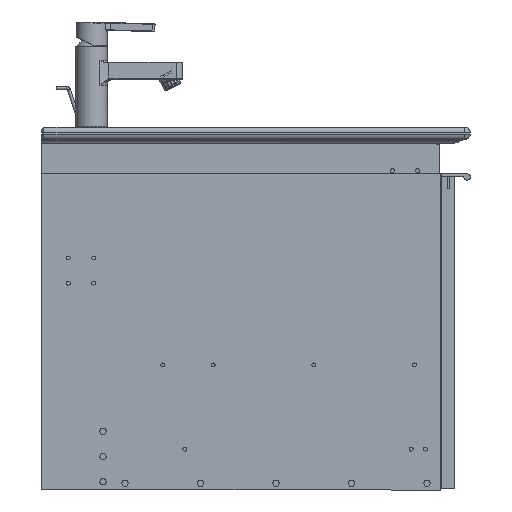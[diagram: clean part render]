
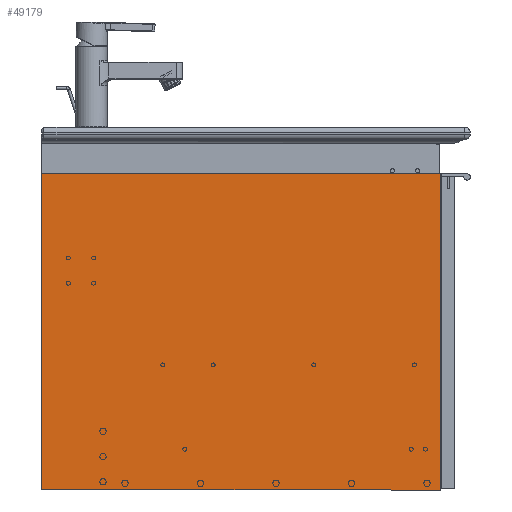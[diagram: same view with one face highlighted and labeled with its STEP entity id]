
A CAD part, front view. The second image highlights one B-rep face of the part: STEP entity #49179.
In plain terms, the highlighted face is planar.
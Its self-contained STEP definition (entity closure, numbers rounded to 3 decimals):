
#48981=CARTESIAN_POINT('',(0.,0.0,402.0));
#48982=VERTEX_POINT('',#48981);
#48989=CARTESIAN_POINT('',(0.,-507.0,402.0));
#48990=VERTEX_POINT('',#48989);
#48991=CARTESIAN_POINT('',(0.,-507.0,402.0));
#48992=DIRECTION('',(0.0,1.0,0.0));
#48993=VECTOR('',#48992,507.0);
#48994=LINE('',#48991,#48993);
#48995=EDGE_CURVE('',#48990,#48982,#48994,.T.);
#49019=CARTESIAN_POINT('',(0.0,0.0,0.));
#49020=VERTEX_POINT('',#49019);
#49027=CARTESIAN_POINT('',(0.,0.0,402.0));
#49028=DIRECTION('',(0.0,0.0,-1.0));
#49029=VECTOR('',#49028,402.0);
#49030=LINE('',#49027,#49029);
#49031=EDGE_CURVE('',#48982,#49020,#49030,.T.);
#49050=CARTESIAN_POINT('',(0.0,-507.0,0.));
#49051=VERTEX_POINT('',#49050);
#49058=CARTESIAN_POINT('',(0.0,0.0,0.));
#49059=DIRECTION('',(0.0,-1.0,0.0));
#49060=VECTOR('',#49059,507.0);
#49061=LINE('',#49058,#49060);
#49062=EDGE_CURVE('',#49020,#49051,#49061,.T.);
#49080=CARTESIAN_POINT('',(0.0,-507.0,0.));
#49081=DIRECTION('',(0.0,0.0,1.0));
#49082=VECTOR('',#49081,402.0);
#49083=LINE('',#49080,#49082);
#49084=EDGE_CURVE('',#49051,#48990,#49083,.T.);
#49168=CARTESIAN_POINT('',(0.,-253.5,201.0));
#49169=DIRECTION('',(-1.0,0.0,0.0));
#49170=DIRECTION('',(0.0,0.0,1.0));
#49171=AXIS2_PLACEMENT_3D('',#49168,#49169,#49170);
#49172=PLANE('',#49171);
#49173=ORIENTED_EDGE('',*,*,#49084,.T.);
#49174=ORIENTED_EDGE('',*,*,#48995,.T.);
#49175=ORIENTED_EDGE('',*,*,#49031,.T.);
#49176=ORIENTED_EDGE('',*,*,#49062,.T.);
#49177=EDGE_LOOP('',(#49173,#49174,#49175,#49176));
#49178=FACE_OUTER_BOUND('',#49177,.T.);
#49179=ADVANCED_FACE('',(#49178),#49172,.T.);
